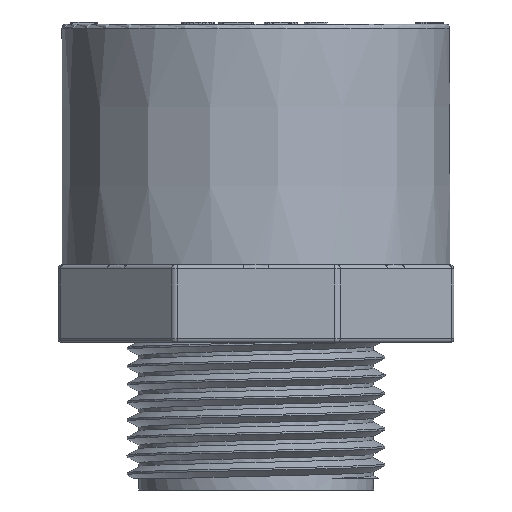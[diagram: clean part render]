
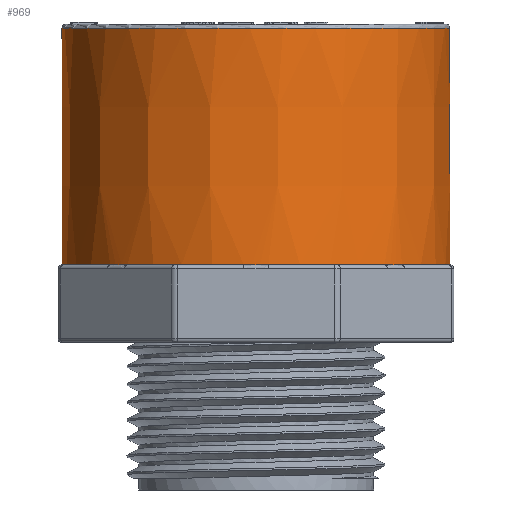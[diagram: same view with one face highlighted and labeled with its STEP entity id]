
A CAD part, left-side view. The second image highlights one B-rep face of the part: STEP entity #969.
In plain terms, the highlighted conical face has half-angle 0.092 degrees and reference radius 25.05 mm.
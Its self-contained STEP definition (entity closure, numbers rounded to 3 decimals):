
#54=CONICAL_SURFACE('',#14993,25.05,0.092);
#969=ADVANCED_FACE('',(#4181,#4182),#54,.T.);
#4068=CIRCLE('',#14935,25.05);
#4069=CIRCLE('',#14937,25.05);
#4070=CIRCLE('',#14938,25.05);
#4071=CIRCLE('',#14940,25.05);
#4072=CIRCLE('',#14941,25.05);
#4073=CIRCLE('',#14943,25.05);
#4074=CIRCLE('',#14944,25.05);
#4086=CIRCLE('',#14963,25.05);
#4089=CIRCLE('',#14966,25.05);
#4099=CIRCLE('',#14985,25.05);
#4100=CIRCLE('',#14986,25.05);
#4101=CIRCLE('',#14987,25.05);
#4102=CIRCLE('',#14988,25.05);
#4103=CIRCLE('',#14989,25.05);
#4104=CIRCLE('',#14990,25.05);
#4105=CIRCLE('',#14991,25.05);
#4106=CIRCLE('',#14992,25.001);
#4181=FACE_BOUND('',#4288,.T.);
#4182=FACE_BOUND('',#4289,.T.);
#4288=EDGE_LOOP('',(#5766,#5767,#5768,#5769,#5770,#5771,#5772,#5773,#5774,
#5775,#5776,#5777,#5778,#5779,#5780,#5781));
#4289=EDGE_LOOP('',(#5782));
#5766=ORIENTED_EDGE('',*,*,#11780,.T.);
#5767=ORIENTED_EDGE('',*,*,#11755,.T.);
#5768=ORIENTED_EDGE('',*,*,#11739,.T.);
#5769=ORIENTED_EDGE('',*,*,#11738,.T.);
#5770=ORIENTED_EDGE('',*,*,#11737,.T.);
#5771=ORIENTED_EDGE('',*,*,#11736,.T.);
#5772=ORIENTED_EDGE('',*,*,#11735,.T.);
#5773=ORIENTED_EDGE('',*,*,#11734,.T.);
#5774=ORIENTED_EDGE('',*,*,#11733,.T.);
#5775=ORIENTED_EDGE('',*,*,#11760,.T.);
#5776=ORIENTED_EDGE('',*,*,#11781,.T.);
#5777=ORIENTED_EDGE('',*,*,#11782,.T.);
#5778=ORIENTED_EDGE('',*,*,#11783,.T.);
#5779=ORIENTED_EDGE('',*,*,#11784,.T.);
#5780=ORIENTED_EDGE('',*,*,#11785,.T.);
#5781=ORIENTED_EDGE('',*,*,#11786,.T.);
#5782=ORIENTED_EDGE('',*,*,#11787,.T.);
#10165=VERTEX_POINT('',#21589);
#10172=VERTEX_POINT('',#21603);
#10175=VERTEX_POINT('',#21628);
#10180=VERTEX_POINT('',#21639);
#10183=VERTEX_POINT('',#21664);
#10188=VERTEX_POINT('',#21675);
#10200=VERTEX_POINT('',#21768);
#10201=VERTEX_POINT('',#21815);
#10205=VERTEX_POINT('',#21906);
#10208=VERTEX_POINT('',#21937);
#10220=VERTEX_POINT('',#23629);
#10221=VERTEX_POINT('',#23631);
#10222=VERTEX_POINT('',#23633);
#10223=VERTEX_POINT('',#23635);
#10224=VERTEX_POINT('',#23637);
#10225=VERTEX_POINT('',#23639);
#10226=VERTEX_POINT('',#23642);
#11733=EDGE_CURVE('',#10165,#10200,#4068,.T.);
#11734=EDGE_CURVE('',#10172,#10165,#4069,.T.);
#11735=EDGE_CURVE('',#10175,#10172,#4070,.T.);
#11736=EDGE_CURVE('',#10180,#10175,#4071,.T.);
#11737=EDGE_CURVE('',#10183,#10180,#4072,.T.);
#11738=EDGE_CURVE('',#10188,#10183,#4073,.T.);
#11739=EDGE_CURVE('',#10201,#10188,#4074,.T.);
#11755=EDGE_CURVE('',#10205,#10201,#4086,.T.);
#11760=EDGE_CURVE('',#10200,#10208,#4089,.T.);
#11780=EDGE_CURVE('',#10220,#10205,#4099,.T.);
#11781=EDGE_CURVE('',#10208,#10221,#4100,.T.);
#11782=EDGE_CURVE('',#10221,#10222,#4101,.T.);
#11783=EDGE_CURVE('',#10222,#10223,#4102,.T.);
#11784=EDGE_CURVE('',#10223,#10224,#4103,.T.);
#11785=EDGE_CURVE('',#10224,#10225,#4104,.T.);
#11786=EDGE_CURVE('',#10225,#10220,#4105,.T.);
#11787=EDGE_CURVE('',#10226,#10226,#4106,.T.);
#14935=AXIS2_PLACEMENT_3D('',#21769,#15937,#15938);
#14937=AXIS2_PLACEMENT_3D('',#21771,#15941,#15942);
#14938=AXIS2_PLACEMENT_3D('',#21784,#15943,#15944);
#14940=AXIS2_PLACEMENT_3D('',#21786,#15947,#15948);
#14941=AXIS2_PLACEMENT_3D('',#21799,#15949,#15950);
#14943=AXIS2_PLACEMENT_3D('',#21801,#15953,#15954);
#14944=AXIS2_PLACEMENT_3D('',#21814,#15955,#15956);
#14963=AXIS2_PLACEMENT_3D('',#21905,#15997,#15998);
#14966=AXIS2_PLACEMENT_3D('',#21938,#16003,#16004);
#14985=AXIS2_PLACEMENT_3D('',#23628,#16045,#16046);
#14986=AXIS2_PLACEMENT_3D('',#23630,#16047,#16048);
#14987=AXIS2_PLACEMENT_3D('',#23632,#16049,#16050);
#14988=AXIS2_PLACEMENT_3D('',#23634,#16051,#16052);
#14989=AXIS2_PLACEMENT_3D('',#23636,#16053,#16054);
#14990=AXIS2_PLACEMENT_3D('',#23638,#16055,#16056);
#14991=AXIS2_PLACEMENT_3D('',#23640,#16057,#16058);
#14992=AXIS2_PLACEMENT_3D('',#23641,#16059,#16060);
#14993=AXIS2_PLACEMENT_3D('',#23643,#16061,#16062);
#15937=DIRECTION('',(0.,0.,1.));
#15938=DIRECTION('',(0.,-1.,0.));
#15941=DIRECTION('',(0.,0.,1.));
#15942=DIRECTION('',(0.,-1.,0.));
#15943=DIRECTION('',(0.,0.,1.));
#15944=DIRECTION('',(0.,-1.,0.));
#15947=DIRECTION('',(0.,0.,1.));
#15948=DIRECTION('',(0.,-1.,0.));
#15949=DIRECTION('',(0.,0.,1.));
#15950=DIRECTION('',(0.,-1.,0.));
#15953=DIRECTION('',(0.,0.,1.));
#15954=DIRECTION('',(0.,-1.,0.));
#15955=DIRECTION('',(0.,0.,1.));
#15956=DIRECTION('',(0.,-1.,0.));
#15997=DIRECTION('',(0.,0.,1.));
#15998=DIRECTION('',(0.,-1.,0.));
#16003=DIRECTION('',(0.,0.,1.));
#16004=DIRECTION('',(0.,-1.,0.));
#16045=DIRECTION('',(0.,0.,1.));
#16046=DIRECTION('',(0.,-1.,0.));
#16047=DIRECTION('',(0.,0.,1.));
#16048=DIRECTION('',(0.,-1.,0.));
#16049=DIRECTION('',(0.,0.,1.));
#16050=DIRECTION('',(0.,-1.,0.));
#16051=DIRECTION('',(0.,0.,1.));
#16052=DIRECTION('',(0.,-1.,0.));
#16053=DIRECTION('',(0.,0.,1.));
#16054=DIRECTION('',(0.,-1.,0.));
#16055=DIRECTION('',(0.,0.,1.));
#16056=DIRECTION('',(0.,-1.,0.));
#16057=DIRECTION('',(0.,0.,1.));
#16058=DIRECTION('',(0.,-1.,0.));
#16059=DIRECTION('',(0.,0.,-1.));
#16060=DIRECTION('',(0.,1.,0.));
#16061=DIRECTION('',(0.,0.,-1.));
#16062=DIRECTION('',(0.,-1.,0.));
#21589=CARTESIAN_POINT('',(-3.796,440.059,14.504));
#21603=CARTESIAN_POINT('',(-1.559,442.296,14.504));
#21628=CARTESIAN_POINT('',(13.418,448.5,14.504));
#21639=CARTESIAN_POINT('',(16.582,448.5,14.504));
#21664=CARTESIAN_POINT('',(31.559,442.296,14.504));
#21675=CARTESIAN_POINT('',(33.796,440.059,14.504));
#21768=CARTESIAN_POINT('',(-10.,425.082,14.504));
#21769=CARTESIAN_POINT('',(15.,423.5,14.504));
#21771=CARTESIAN_POINT('',(15.,423.5,14.504));
#21784=CARTESIAN_POINT('',(15.,423.5,14.504));
#21786=CARTESIAN_POINT('',(15.,423.5,14.504));
#21799=CARTESIAN_POINT('',(15.,423.5,14.504));
#21801=CARTESIAN_POINT('',(15.,423.5,14.504));
#21814=CARTESIAN_POINT('',(15.,423.5,14.504));
#21815=CARTESIAN_POINT('',(40.,425.082,14.504));
#21905=CARTESIAN_POINT('',(15.,423.5,14.504));
#21906=CARTESIAN_POINT('',(40.,421.918,14.504));
#21937=CARTESIAN_POINT('',(-10.,421.918,14.504));
#21938=CARTESIAN_POINT('',(15.,423.5,14.504));
#23628=CARTESIAN_POINT('',(15.,423.5,14.504));
#23629=CARTESIAN_POINT('',(33.796,406.941,14.504));
#23630=CARTESIAN_POINT('',(15.,423.5,14.504));
#23631=CARTESIAN_POINT('',(-3.796,406.941,14.504));
#23632=CARTESIAN_POINT('',(15.,423.5,14.504));
#23633=CARTESIAN_POINT('',(-1.559,404.704,14.504));
#23634=CARTESIAN_POINT('',(15.,423.5,14.504));
#23635=CARTESIAN_POINT('',(13.418,398.5,14.504));
#23636=CARTESIAN_POINT('',(15.,423.5,14.504));
#23637=CARTESIAN_POINT('',(16.582,398.5,14.504));
#23638=CARTESIAN_POINT('',(15.,423.5,14.504));
#23639=CARTESIAN_POINT('',(31.559,404.704,14.504));
#23640=CARTESIAN_POINT('',(15.,423.5,14.504));
#23641=CARTESIAN_POINT('',(15.,423.5,45.005));
#23642=CARTESIAN_POINT('',(15.,448.501,45.005));
#23643=CARTESIAN_POINT('',(15.,423.5,14.504));
